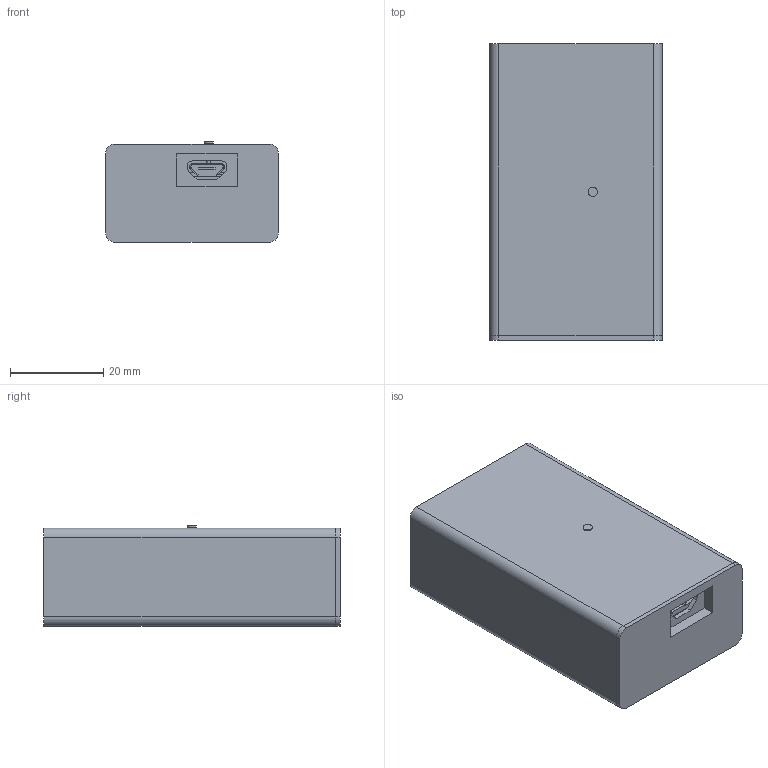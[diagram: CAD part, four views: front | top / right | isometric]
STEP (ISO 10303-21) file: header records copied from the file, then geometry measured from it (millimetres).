
FILE_DESCRIPTION(/* description */ (''),/* implementation_level */ '2;1');
FILE_NAME(/* name */ 'BoxLolinTag.step',/* time_stamp */ '2021-05-27T00:39:28+02:00',/* author */ (''),/* organization */ (''),/* preprocessor_version */ 'ST-DEVELOPER v18.1',/* originating_system */ 'Autodesk Translation Framework v10.9.0.1377',/* authorisation */ '');
FILE_SCHEMA (('AUTOMOTIVE_DESIGN { 1 0 10303 214 3 1 1 }'));
Length unit declared in the file: millimetre
Products named in the file (6): BoxLolinTag; Wemos-Lolin32; LiPo; Box; Lid; Btn
Assembly tree (5 placements, depth 2):
  BoxLolinTag
    Wemos-Lolin32
    LiPo
    Box
    Lid
    Btn
Bounding box: 37 x 63.5 x 21.5 mm (x, y, z)
Volume: 29689.7 mm3; surface area: 29002.5 mm2
Topology: 6 solids, 6 shells, 763 faces, 2116 edges, 1406 vertices
Faces by surface type: plane 671, cylinder 84, bspline 8
Full cylindrical faces by diameter (mm): 0.75 x1, 0.757 x1, 0.8 x36, 1 x1, 1.618 x1, 2 x2, 2.1 x2
Entity records: 25314 total; most frequent: CARTESIAN_POINT 4602, ORIENTED_EDGE 4232, DIRECTION 3807, EDGE_CURVE 2116, LINE 1941, VECTOR 1941, VERTEX_POINT 1406, AXIS2_PLACEMENT_3D 933
